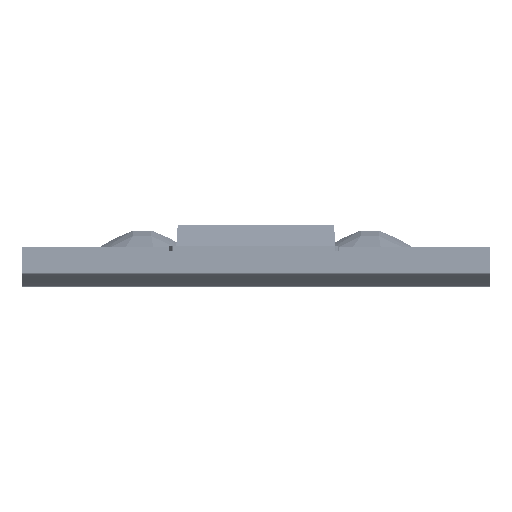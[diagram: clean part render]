
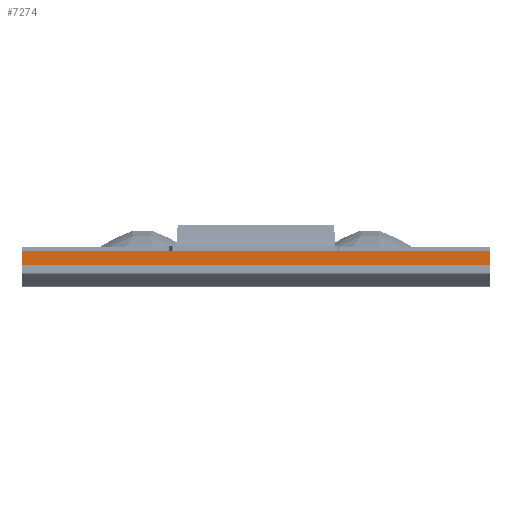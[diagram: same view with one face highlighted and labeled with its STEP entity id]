
A CAD part, left-side view. The second image highlights one B-rep face of the part: STEP entity #7274.
In plain terms, the highlighted planar face has unit normal (-1, 0, 0).
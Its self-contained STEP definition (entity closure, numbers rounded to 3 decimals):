
#511 = ORIENTED_EDGE ( 'NONE', *, *, #23164, .F. ) ;
#1086 = CARTESIAN_POINT ( 'NONE',  ( -2., -5., 0.3 ) ) ;
#2170 = CARTESIAN_POINT ( 'NONE',  ( -2., -5., 0.3 ) ) ;
#2205 = LINE ( 'NONE', #42995, #7757 ) ;
#6071 = CARTESIAN_POINT ( 'NONE',  ( -2., 5., 0.3 ) ) ;
#6081 = ORIENTED_EDGE ( 'NONE', *, *, #10242, .T. ) ;
#7274 = ADVANCED_FACE ( 'NONE', ( #41847 ), #23566, .F. ) ;
#7757 = VECTOR ( 'NONE', #38511, 1000. ) ;
#9506 = EDGE_CURVE ( 'NONE', #12983, #18587, #2205, .T. ) ;
#9566 = VECTOR ( 'NONE', #26779, 1000. ) ;
#10242 = EDGE_CURVE ( 'NONE', #43173, #56969, #34958, .T. ) ;
#12983 = VERTEX_POINT ( 'NONE', #6071 ) ;
#15019 = LINE ( 'NONE', #41804, #35115 ) ;
#15106 = LINE ( 'NONE', #18019, #9566 ) ;
#15603 = AXIS2_PLACEMENT_3D ( 'NONE', #1086, #49456, #32049 ) ;
#18019 = CARTESIAN_POINT ( 'NONE',  ( -2., -5., 0.3 ) ) ;
#18587 = VERTEX_POINT ( 'NONE', #2170 ) ;
#21877 = CARTESIAN_POINT ( 'NONE',  ( -2., -5., 0. ) ) ;
#23164 = EDGE_CURVE ( 'NONE', #18587, #56969, #15106, .T. ) ;
#23566 = PLANE ( 'NONE',  #15603 ) ;
#26779 = DIRECTION ( 'NONE',  ( 0., 0., -1. ) ) ;
#28069 = VECTOR ( 'NONE', #53219, 1000. ) ;
#28332 = DIRECTION ( 'NONE',  ( 0., 0., -1. ) ) ;
#32049 = DIRECTION ( 'NONE',  ( 0., 0., -1. ) ) ;
#34958 = LINE ( 'NONE', #21877, #28069 ) ;
#35115 = VECTOR ( 'NONE', #28332, 1000. ) ;
#35470 = CARTESIAN_POINT ( 'NONE',  ( -2., 5., 0. ) ) ;
#38511 = DIRECTION ( 'NONE',  ( 0., -1., 0. ) ) ;
#39151 = CARTESIAN_POINT ( 'NONE',  ( -2., -5., 0. ) ) ;
#39392 = EDGE_LOOP ( 'NONE', ( #6081, #511, #43188, #42819 ) ) ;
#41804 = CARTESIAN_POINT ( 'NONE',  ( -2., 5., 0.3 ) ) ;
#41847 = FACE_OUTER_BOUND ( 'NONE', #39392, .T. ) ;
#42819 = ORIENTED_EDGE ( 'NONE', *, *, #52389, .T. ) ;
#42995 = CARTESIAN_POINT ( 'NONE',  ( -2., -5., 0.3 ) ) ;
#43173 = VERTEX_POINT ( 'NONE', #35470 ) ;
#43188 = ORIENTED_EDGE ( 'NONE', *, *, #9506, .F. ) ;
#49456 = DIRECTION ( 'NONE',  ( 1., 0., 0. ) ) ;
#52389 = EDGE_CURVE ( 'NONE', #12983, #43173, #15019, .T. ) ;
#53219 = DIRECTION ( 'NONE',  ( 0., -1., 0. ) ) ;
#56969 = VERTEX_POINT ( 'NONE', #39151 ) ;
